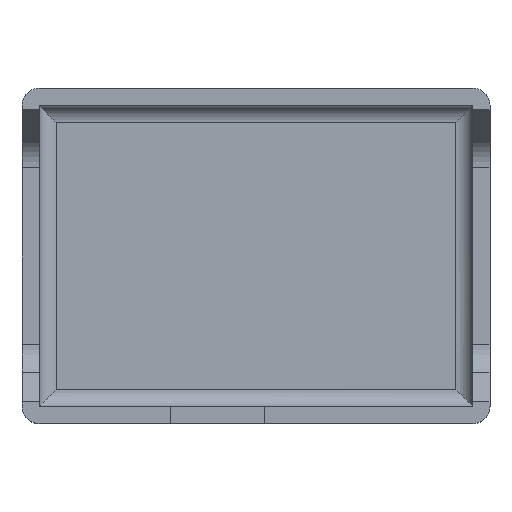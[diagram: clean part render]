
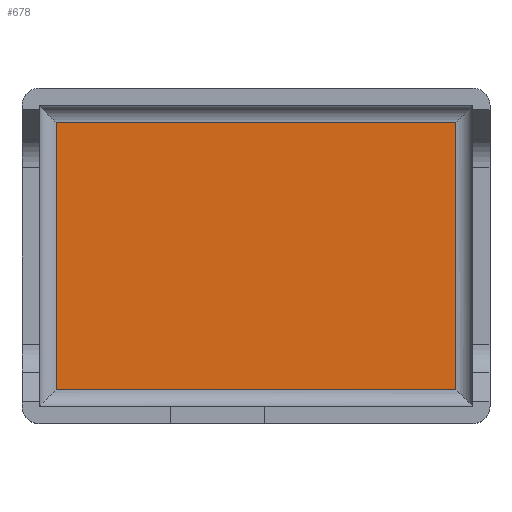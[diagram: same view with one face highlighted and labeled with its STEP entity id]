
A CAD part, top view. The second image highlights one B-rep face of the part: STEP entity #678.
In plain terms, the highlighted planar face has unit normal (0, 0, 1).
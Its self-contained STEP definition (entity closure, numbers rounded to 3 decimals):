
#165 = VERTEX_POINT('',#166);
#166 = CARTESIAN_POINT('',(-23.5,15.7,0.));
#173 = EDGE_CURVE('',#165,#174,#176,.T.);
#174 = VERTEX_POINT('',#175);
#175 = CARTESIAN_POINT('',(23.5,15.7,0.));
#176 = LINE('',#177,#178);
#177 = CARTESIAN_POINT('',(-25.5,15.7,0.));
#178 = VECTOR('',#179,1.);
#179 = DIRECTION('',(1.,0.,0.));
#396 = VERTEX_POINT('',#397);
#397 = CARTESIAN_POINT('',(-23.5,-15.7,0.));
#404 = EDGE_CURVE('',#396,#165,#405,.T.);
#405 = LINE('',#406,#407);
#406 = CARTESIAN_POINT('',(-23.5,-17.7,0.));
#407 = VECTOR('',#408,1.);
#408 = DIRECTION('',(0.,1.,0.));
#678 = ADVANCED_FACE('',(#679),#697,.T.);
#679 = FACE_BOUND('',#680,.T.);
#680 = EDGE_LOOP('',(#681,#682,#683,#691));
#681 = ORIENTED_EDGE('',*,*,#173,.F.);
#682 = ORIENTED_EDGE('',*,*,#404,.F.);
#683 = ORIENTED_EDGE('',*,*,#684,.F.);
#684 = EDGE_CURVE('',#685,#396,#687,.T.);
#685 = VERTEX_POINT('',#686);
#686 = CARTESIAN_POINT('',(23.5,-15.7,0.));
#687 = LINE('',#688,#689);
#688 = CARTESIAN_POINT('',(25.5,-15.7,0.));
#689 = VECTOR('',#690,1.);
#690 = DIRECTION('',(-1.,0.,0.));
#691 = ORIENTED_EDGE('',*,*,#692,.F.);
#692 = EDGE_CURVE('',#174,#685,#693,.T.);
#693 = LINE('',#694,#695);
#694 = CARTESIAN_POINT('',(23.5,17.7,0.));
#695 = VECTOR('',#696,1.);
#696 = DIRECTION('',(0.,-1.,0.));
#697 = PLANE('',#698);
#698 = AXIS2_PLACEMENT_3D('',#699,#700,#701);
#699 = CARTESIAN_POINT('',(0.,0.,0.));
#700 = DIRECTION('',(0.,0.,1.));
#701 = DIRECTION('',(1.,0.,0.));
